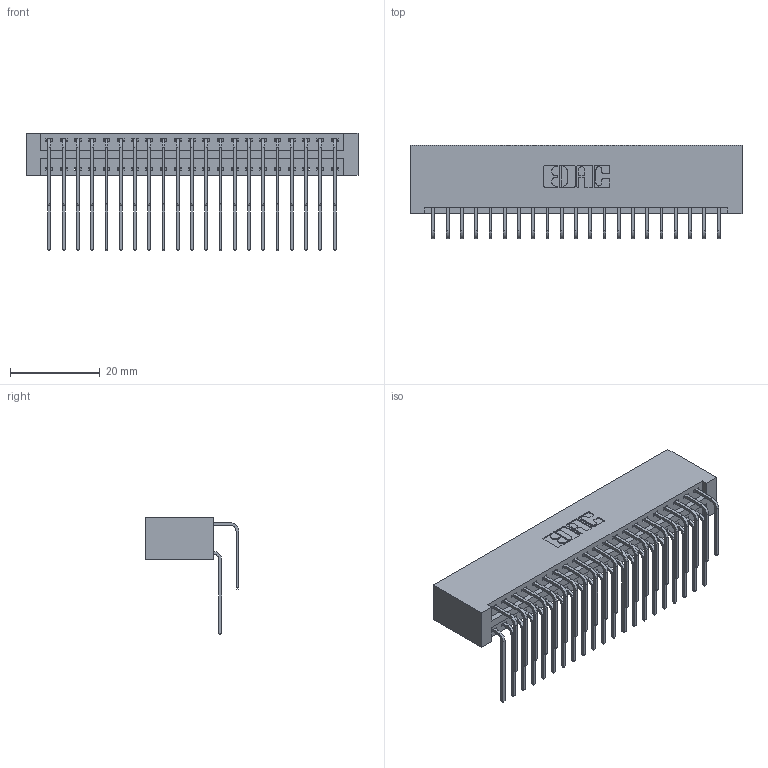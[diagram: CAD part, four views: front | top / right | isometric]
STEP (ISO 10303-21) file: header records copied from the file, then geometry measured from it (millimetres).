
FILE_DESCRIPTION (( 'STEP AP203' ), '1' );
FILE_NAME ('396-042-559-201.STEP', '2018-09-07T01:23:46', ( '' ), ( '' ), 'SwSTEP 2.0', 'SolidWorks 2016', '' );
FILE_SCHEMA (( 'CONFIG_CONTROL_DESIGN' ));
Length unit declared in the file: inch
Products named in the file (4): 346 Part_No Mounting Lugs; 345-292-001_558 559 Tail - 1; 345-292-001_559 Tail - 2; 396-042-559-201
Assembly tree (43 placements, depth 2):
  396-042-559-201
    346 Part_No Mounting Lugs
    345-292-001_558 559 Tail - 1  x21
    345-292-001_559 Tail - 2  x21
Bounding box: 73.91 x 20.89 x 26.16 mm (x, y, z)
Volume: 7860 mm3; surface area: 11799.6 mm2
Topology: 43 solids, 43 shells, 2382 faces, 7067 edges, 4654 vertices
Faces by surface type: plane 1626, cylinder 756
Entity records: 18039 total; most frequent: CARTESIAN_POINT 3051, ORIENTED_EDGE 2934, DIRECTION 2707, EDGE_CURVE 1467, LINE 1219, VECTOR 1219, VERTEX_POINT 974, AXIS2_PLACEMENT_3D 744
